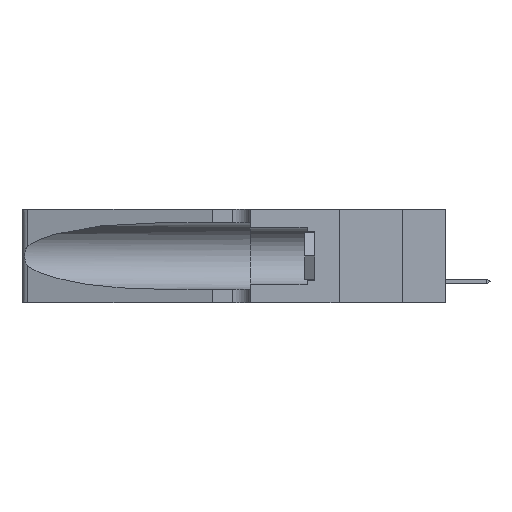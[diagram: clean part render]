
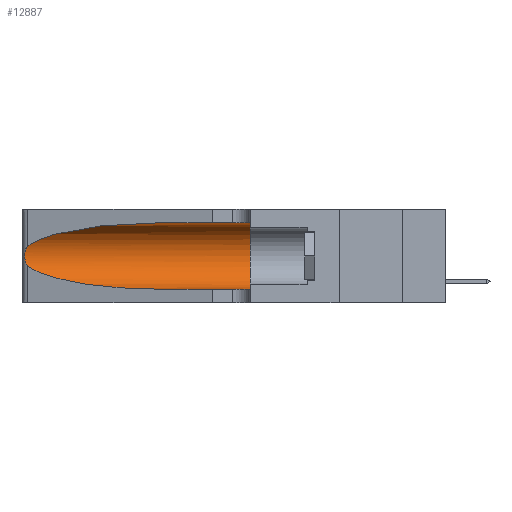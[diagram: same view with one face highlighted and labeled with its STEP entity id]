
A CAD part, left-side view. The second image highlights one B-rep face of the part: STEP entity #12887.
In plain terms, the highlighted cylindrical face has radius 3.308 mm (diameter 6.617 mm), a partial arc.
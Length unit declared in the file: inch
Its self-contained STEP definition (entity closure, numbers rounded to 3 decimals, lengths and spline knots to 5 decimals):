
#187 = DIRECTION ( 'NONE',  ( 0., -1., 0. ) ) ;
#1139 = CARTESIAN_POINT ( 'NONE',  ( 0.26018, 1.23835, 0.19895 ) ) ;
#1243 = CARTESIAN_POINT ( 'NONE',  ( 0.2373, 1.15595, 0.08982 ) ) ;
#1372 = CARTESIAN_POINT ( 'NONE',  ( 0.1305, 0.72297, 0.05475 ) ) ;
#1498 = LINE ( 'NONE', #8699, #10889 ) ;
#1946 = EDGE_LOOP ( 'NONE', ( #8178, #3576, #17636, #10331, #3194, #7735 ) ) ;
#1987 = CARTESIAN_POINT ( 'NONE',  ( 0.1305, 0.35, 0.31525 ) ) ;
#2386 = EDGE_CURVE ( 'NONE', #8365, #15190, #10627, .T. ) ;
#2505 = CARTESIAN_POINT ( 'NONE',  ( 0.25487, 1.22718, 0.22369 ) ) ;
#2787 = CARTESIAN_POINT ( 'NONE',  ( 0.1305, 1.61858, 0.185 ) ) ;
#2831 = DIRECTION ( 'NONE',  ( 0., 0., 1. ) ) ;
#3194 = ORIENTED_EDGE ( 'NONE', *, *, #15286, .F. ) ;
#3576 = ORIENTED_EDGE ( 'NONE', *, *, #2386, .T. ) ;
#4022 = CARTESIAN_POINT ( 'NONE',  ( 0.25639, 1.23186, 0.15144 ) ) ;
#4149 = CARTESIAN_POINT ( 'NONE',  ( 0.25854, 1.2359, 0.20912 ) ) ;
#4422 = CYLINDRICAL_SURFACE ( 'NONE', #16263, 0.13025 ) ;
#4985 = DIRECTION ( 'NONE',  ( 0., -1., 0. ) ) ;
#4989 = CARTESIAN_POINT ( 'NONE',  ( 0.1305, 0.72297, 0.31525 ) ) ;
#5218 = VERTEX_POINT ( 'NONE', #10208 ) ;
#5396 = EDGE_CURVE ( 'NONE', #13222, #10168, #12515, .T. ) ;
#5717 = CARTESIAN_POINT ( 'NONE',  ( 0.1305, 0.35, 0.05475 ) ) ;
#6255 = EDGE_CURVE ( 'NONE', #15190, #13222, #11523, .T. ) ;
#6285 = CARTESIAN_POINT ( 'NONE',  ( 0.1305, 1.61858, 0.05475 ) ) ;
#6311 = EDGE_CURVE ( 'NONE', #5218, #9044, #1498, .T. ) ;
#6834 =( BOUNDED_CURVE ( )  B_SPLINE_CURVE ( 3, ( #4989, #16521, #7896, #9174 ),
 .UNSPECIFIED., .F., .T. ) 
 B_SPLINE_CURVE_WITH_KNOTS ( ( 4, 4 ),
 ( 1.5708, 2.84003 ),
 .UNSPECIFIED. ) 
 CURVE ( )  GEOMETRIC_REPRESENTATION_ITEM ( )  RATIONAL_B_SPLINE_CURVE ( ( 1., 0.87, 0.87, 1. ) ) 
 REPRESENTATION_ITEM ( '' )  );
#6905 = CARTESIAN_POINT ( 'NONE',  ( 0.25487, 1.22718, 0.14631 ) ) ;
#6963 = CARTESIAN_POINT ( 'NONE',  ( 0.25789, 1.23486, 0.15765 ) ) ;
#7200 = DIRECTION ( 'NONE',  ( 0., 0., -1. ) ) ;
#7387 = VECTOR ( 'NONE', #4985, 39.37008 ) ;
#7735 = ORIENTED_EDGE ( 'NONE', *, *, #6311, .F. ) ;
#7896 = CARTESIAN_POINT ( 'NONE',  ( 0.2373, 1.15595, 0.28018 ) ) ;
#8178 = ORIENTED_EDGE ( 'NONE', *, *, #11721, .T. ) ;
#8365 = VERTEX_POINT ( 'NONE', #15141 ) ;
#8699 = CARTESIAN_POINT ( 'NONE',  ( 0.1305, 1.61858, 0.31525 ) ) ;
#9044 = VERTEX_POINT ( 'NONE', #1987 ) ;
#9174 = CARTESIAN_POINT ( 'NONE',  ( 0.25487, 1.22718, 0.22369 ) ) ;
#9556 = CARTESIAN_POINT ( 'NONE',  ( 0.25487, 1.22718, 0.14631 ) ) ;
#9661 = CARTESIAN_POINT ( 'NONE',  ( 0.25639, 1.23184, 0.21858 ) ) ;
#9902 = CARTESIAN_POINT ( 'NONE',  ( 0.25555, 1.22993, 0.14849 ) ) ;
#10168 = VERTEX_POINT ( 'NONE', #5717 ) ;
#10208 = CARTESIAN_POINT ( 'NONE',  ( 0.1305, 0.72297, 0.31525 ) ) ;
#10247 = DIRECTION ( 'NONE',  ( 0., -1., 0. ) ) ;
#10331 = ORIENTED_EDGE ( 'NONE', *, *, #5396, .T. ) ;
#10627 = B_SPLINE_CURVE_WITH_KNOTS ( 'NONE', 3,
 ( #2505, #18257, #9661, #18504, #4149, #1139, #12533, #15563, #15501, #12600, #6963, #4022, #9902, #6905 ),
 .UNSPECIFIED., .F., .F.,
 ( 4, 2, 2, 2, 2, 2, 4 ),
 ( 0., 0.00027, 0.00053, 0.00107, 0.0016, 0.00187, 0.00214 ),
 .UNSPECIFIED. ) ;
#10889 = VECTOR ( 'NONE', #10247, 39.37008 ) ;
#11107 = FACE_OUTER_BOUND ( 'NONE', #1946, .T. ) ;
#11239 = CARTESIAN_POINT ( 'NONE',  ( 0.18966, 0.96281, 0.05475 ) ) ;
#11476 = DIRECTION ( 'NONE',  ( 0., 1., 0. ) ) ;
#11523 =( BOUNDED_CURVE ( )  B_SPLINE_CURVE ( 3, ( #16990, #1243, #11239, #1372 ),
 .UNSPECIFIED., .F., .T. ) 
 B_SPLINE_CURVE_WITH_KNOTS ( ( 4, 4 ),
 ( 3.44316, 4.71239 ),
 .UNSPECIFIED. ) 
 CURVE ( )  GEOMETRIC_REPRESENTATION_ITEM ( )  RATIONAL_B_SPLINE_CURVE ( ( 1., 0.87, 0.87, 1. ) ) 
 REPRESENTATION_ITEM ( '' )  );
#11706 = CIRCLE ( 'NONE', #11804, 0.13025 ) ;
#11721 = EDGE_CURVE ( 'NONE', #5218, #8365, #6834, .T. ) ;
#11804 = AXIS2_PLACEMENT_3D ( 'NONE', #15712, #11476, #2831 ) ;
#12515 = LINE ( 'NONE', #6285, #7387 ) ;
#12533 = CARTESIAN_POINT ( 'NONE',  ( 0.26075, 1.23896, 0.19203 ) ) ;
#12600 = CARTESIAN_POINT ( 'NONE',  ( 0.25856, 1.23593, 0.16098 ) ) ;
#12887 = ADVANCED_FACE ( 'NONE', ( #11107 ), #4422, .F. ) ;
#13222 = VERTEX_POINT ( 'NONE', #16675 ) ;
#15141 = CARTESIAN_POINT ( 'NONE',  ( 0.25487, 1.22718, 0.22369 ) ) ;
#15190 = VERTEX_POINT ( 'NONE', #9556 ) ;
#15286 = EDGE_CURVE ( 'NONE', #9044, #10168, #11706, .T. ) ;
#15501 = CARTESIAN_POINT ( 'NONE',  ( 0.26017, 1.23833, 0.17102 ) ) ;
#15563 = CARTESIAN_POINT ( 'NONE',  ( 0.26075, 1.23896, 0.178 ) ) ;
#15712 = CARTESIAN_POINT ( 'NONE',  ( 0.1305, 0.35, 0.185 ) ) ;
#16263 = AXIS2_PLACEMENT_3D ( 'NONE', #2787, #187, #7200 ) ;
#16521 = CARTESIAN_POINT ( 'NONE',  ( 0.18966, 0.96281, 0.31525 ) ) ;
#16675 = CARTESIAN_POINT ( 'NONE',  ( 0.1305, 0.72297, 0.05475 ) ) ;
#16990 = CARTESIAN_POINT ( 'NONE',  ( 0.25487, 1.22718, 0.14631 ) ) ;
#17636 = ORIENTED_EDGE ( 'NONE', *, *, #6255, .T. ) ;
#18257 = CARTESIAN_POINT ( 'NONE',  ( 0.25555, 1.22994, 0.2215 ) ) ;
#18504 = CARTESIAN_POINT ( 'NONE',  ( 0.25787, 1.23484, 0.2124 ) ) ;
